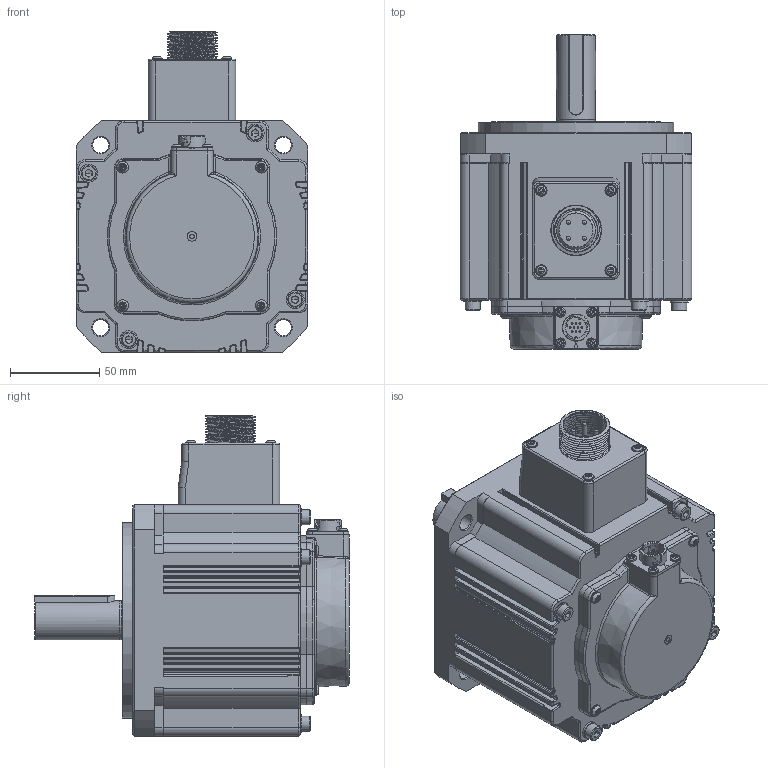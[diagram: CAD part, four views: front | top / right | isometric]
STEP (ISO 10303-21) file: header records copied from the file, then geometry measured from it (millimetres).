
FILE_DESCRIPTION(/* description */ (''),/* implementation_level */ '2;1');
FILE_NAME(/* name */ 'X6-MM150A-N2LN（4PIN）.stp',/* time_stamp */ '2019-12-19T15:30:25+08:00',/* author */ (''),/* organization */ (''),/* preprocessor_version */ 'ST-DEVELOPER v16',/* originating_system */ 'SIEMENS PLM Software NX 10.0',/* authorisation */ '');
FILE_SCHEMA (('CONFIG_CONTROL_DESIGN'));
Products named in the file (1): X6-MM150A-N2LN（4PIN）
Bounding box: 130 x 176.5 x 179.84 mm (x, y, z)
Volume: 1718935.7 mm3; surface area: 123888.5 mm2
Topology: 1 solids, 17 shells, 1522 faces, 3894 edges, 2460 vertices
Faces by surface type: cylinder 594, plane 534, torus 172, bspline 136, cone 66, sphere 20
Full cylindrical faces by diameter (mm): 0.8 x4, 1 x10, 2.4 x4, 2.5 x1, 3 x4, 3.1 x4, 3.2 x8, 5 x5, 5.2 x4, 5.5 x5, 6 x4, 6.5 x4, 6.7 x8, 8.5 x4, 9 x4, 10 x4, 11.8 x1, 19 x1, 21.8 x1, 22 x1, 24 x2, 28 x10, 28.5 x1, 28.6 x1, 35 x1, 98 x1, 110 x1
Entity records: 64299 total; most frequent: CARTESIAN_POINT 29201, DIRECTION 7383, ORIENTED_EDGE 7154, EDGE_CURVE 3577, AXIS2_PLACEMENT_3D 2913, VERTEX_POINT 2335, EDGE_LOOP 1779, LINE 1557
